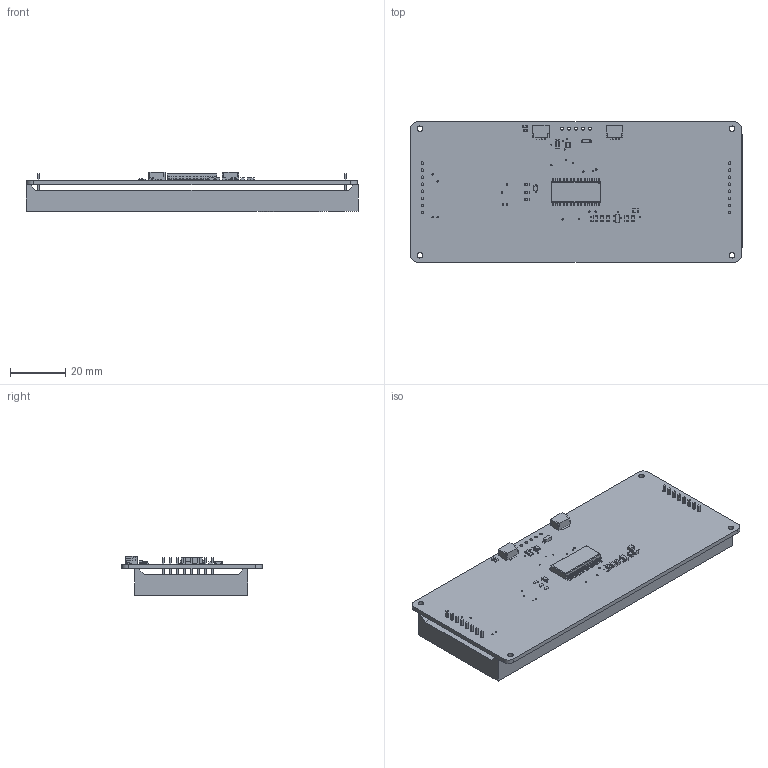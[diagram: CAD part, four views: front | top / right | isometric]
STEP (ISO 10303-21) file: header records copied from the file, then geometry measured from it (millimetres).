
FILE_DESCRIPTION(/* description */ (''),/* implementation_level */ '2;1');
FILE_NAME(/* name */ 'PCB Component.step',/* time_stamp */ '2023-06-30T12:15:04-04:00',/* author */ (''),/* organization */ (''),/* preprocessor_version */ 'ST-DEVELOPER v19.2',/* originating_system */ 'Autodesk Translation Framework v12.6.0.85',/* authorisation */ '');
FILE_SCHEMA (('AUTOMOTIVE_DESIGN { 1 0 10303 214 3 1 1 }'));
Length unit declared in the file: millimetre
Products named in the file (13): PCB Component; Board; 1N4148; 1uF; 47K; HT16K33A; BL-Q120X-41; AP3602; STEMMA_I2C_QT; MBR120; 10K; BSS138; GREEN
Assembly tree (21 placements, depth 2):
  PCB Component
    Board
    1N4148
    1uF  x6
    47K  x4
    HT16K33A
    BL-Q120X-41
    AP3602
    STEMMA_I2C_QT  x2
    MBR120
    10K
    BSS138
    GREEN
Bounding box: 120 x 50.8 x 14.23 mm (x, y, z)
Volume: 46966 mm3; surface area: 28748.2 mm2
Topology: 73 solids, 73 shells, 1456 faces, 3745 edges, 2474 vertices
Faces by surface type: plane 1222, cylinder 230, bspline 4
Full cylindrical faces by diameter (mm): 0.3 x1, 0.406 x10, 0.483 x1, 0.5 x17, 1 x21, 2 x4, 3 x4
Entity records: 39159 total; most frequent: CARTESIAN_POINT 6690, ORIENTED_EDGE 6426, DIRECTION 6251, EDGE_CURVE 3213, LINE 2745, VECTOR 2745, VERTEX_POINT 2120, AXIS2_PLACEMENT_3D 1753
